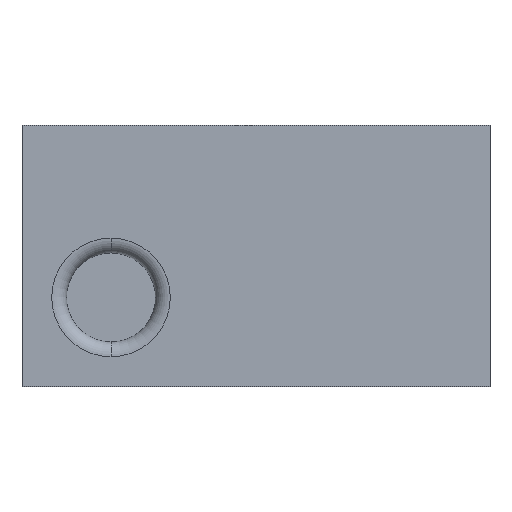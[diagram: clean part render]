
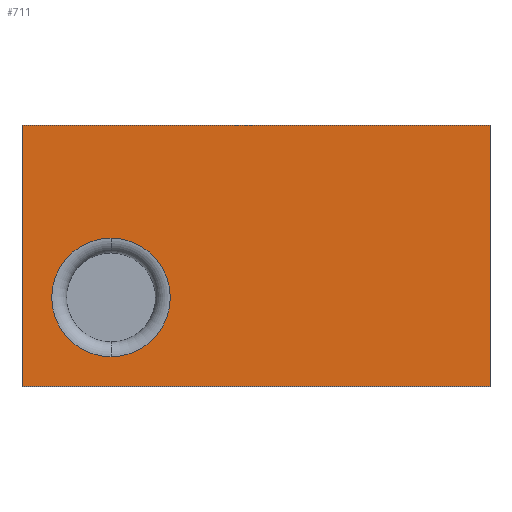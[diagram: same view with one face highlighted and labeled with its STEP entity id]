
A CAD part, top view. The second image highlights one B-rep face of the part: STEP entity #711.
In plain terms, the highlighted planar face has unit normal (0, 0, 1).
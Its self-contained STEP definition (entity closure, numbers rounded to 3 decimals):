
#522 = CARTESIAN_POINT ( 'NONE',  ( -0.489, 0.06, 0.5 ) ) ;
#523 = VERTEX_POINT ( 'NONE', #522 ) ;
#524 = CARTESIAN_POINT ( 'NONE',  ( -0.489, -0.34, 0.5 ) ) ;
#525 = VERTEX_POINT ( 'NONE', #524 ) ;
#526 = CARTESIAN_POINT ( 'NONE',  ( -0.489, -0.14, 0.5 ) ) ;
#527 = DIRECTION ( 'NONE',  ( 0., 0., -1. ) ) ;
#528 = DIRECTION ( 'NONE',  ( 0., -1., 0. ) ) ;
#529 = AXIS2_PLACEMENT_3D ( 'NONE', #526, #527, #528 ) ;
#530 = CIRCLE ( 'NONE', #529, 0.2) ;
#531 = EDGE_CURVE ( 'NONE', #523, #525, #530, .T. ) ;
#576 = CARTESIAN_POINT ( 'NONE',  ( -0.789, -0.44, 0.5 ) ) ;
#577 = VERTEX_POINT ( 'NONE', #576 ) ;
#584 = CARTESIAN_POINT ( 'NONE',  ( -0.789, 0.44, 0.5 ) ) ;
#585 = VERTEX_POINT ( 'NONE', #584 ) ;
#586 = CARTESIAN_POINT ( 'NONE',  ( -0.789, -0.44, 0.5 ) ) ;
#587 = DIRECTION ( 'NONE',  ( 0., -1., 0. ) ) ;
#588 = VECTOR ( 'NONE', #587, 1000. ) ;
#589 = LINE ( 'NONE', #586, #588 ) ;
#590 = EDGE_CURVE ( 'NONE', #585, #577, #589, .T. ) ;
#614 = CARTESIAN_POINT ( 'NONE',  ( 0.789, -0.44, 0.5 ) ) ;
#615 = VERTEX_POINT ( 'NONE', #614 ) ;
#622 = CARTESIAN_POINT ( 'NONE',  ( 0.789, -0.44, 0.5 ) ) ;
#623 = DIRECTION ( 'NONE',  ( 1., 0., 0. ) ) ;
#624 = VECTOR ( 'NONE', #623, 1000. ) ;
#625 = LINE ( 'NONE', #622, #624 ) ;
#626 = EDGE_CURVE ( 'NONE', #577, #615, #625, .T. ) ;
#645 = CARTESIAN_POINT ( 'NONE',  ( 0.789, 0.44, 0.5 ) ) ;
#646 = VERTEX_POINT ( 'NONE', #645 ) ;
#653 = CARTESIAN_POINT ( 'NONE',  ( 0.789, -0.44, 0.5 ) ) ;
#654 = DIRECTION ( 'NONE',  ( 0., 1., 0. ) ) ;
#655 = VECTOR ( 'NONE', #654, 1000. ) ;
#656 = LINE ( 'NONE', #653, #655 ) ;
#657 = EDGE_CURVE ( 'NONE', #615, #646, #656, .T. ) ;
#675 = CARTESIAN_POINT ( 'NONE',  ( 0.789, 0.44, 0.5 ) ) ;
#676 = DIRECTION ( 'NONE',  ( -1., 0., 0. ) ) ;
#677 = VECTOR ( 'NONE', #676, 1000. ) ;
#678 = LINE ( 'NONE', #675, #677 ) ;
#679 = EDGE_CURVE ( 'NONE', #646, #585, #678, .T. ) ;
#690 = CARTESIAN_POINT ( 'NONE',  ( -0.489, -0.14, 0.5 ) ) ;
#691 = DIRECTION ( 'NONE',  ( 0., 0., -1. ) ) ;
#692 = DIRECTION ( 'NONE',  ( 0., -1., 0. ) ) ;
#693 = AXIS2_PLACEMENT_3D ( 'NONE', #690, #691, #692 ) ;
#694 = CIRCLE ( 'NONE', #693, 0.2) ;
#695 = EDGE_CURVE ( 'NONE', #525, #523, #694, .T. ) ;
#696 = ORIENTED_EDGE ( 'NONE', *, *, #695, .T. ) ;
#697 = ORIENTED_EDGE ( 'NONE', *, *, #531, .T. ) ;
#698 = EDGE_LOOP ( 'NONE', ( #696, #697 ) ) ;
#699 = FACE_BOUND ( 'NONE', #698, .T. ) ;
#700 = ORIENTED_EDGE ( 'NONE', *, *, #590, .T. ) ;
#701 = ORIENTED_EDGE ( 'NONE', *, *, #626, .T. ) ;
#702 = ORIENTED_EDGE ( 'NONE', *, *, #657, .T. ) ;
#703 = ORIENTED_EDGE ( 'NONE', *, *, #679, .T. ) ;
#704 = EDGE_LOOP ( 'NONE', ( #700, #701, #702, #703 ) ) ;
#705 = FACE_OUTER_BOUND ( 'NONE', #704, .T. ) ;
#706 = CARTESIAN_POINT ( 'NONE',  ( 0., 0., 0.509 ) ) ;
#707 = DIRECTION ( 'NONE',  ( 0., 0., 1. ) ) ;
#708 = DIRECTION ( 'NONE',  ( 0., -1., 0. ) ) ;
#709 = AXIS2_PLACEMENT_3D ( 'NONE', #706, #707, #708 ) ;
#710 = PLANE ( 'NONE', #709 ) ;
#711 = ADVANCED_FACE ( 'NONE', ( #699, #705 ), #710, .T. ) ;
